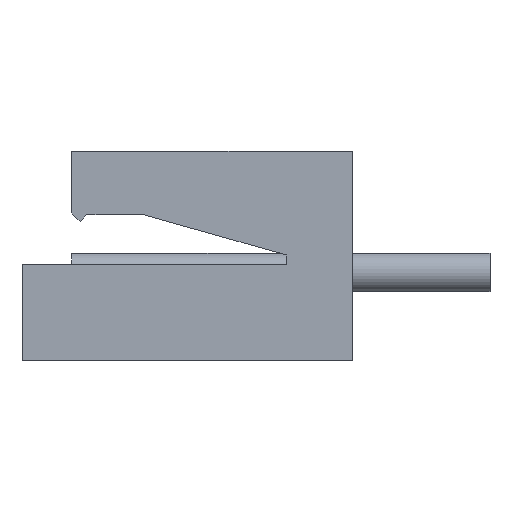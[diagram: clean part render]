
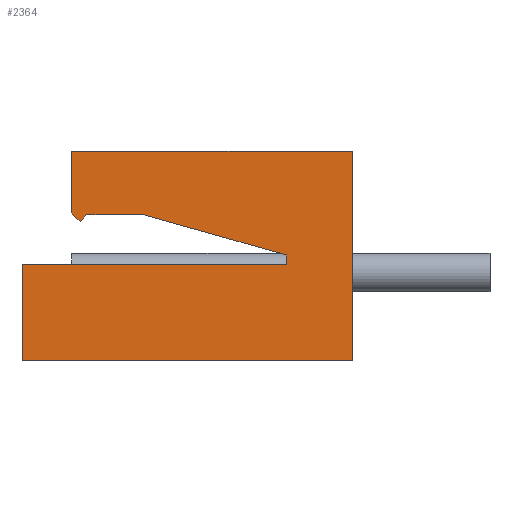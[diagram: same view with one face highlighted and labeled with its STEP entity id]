
A CAD part, left-side view. The second image highlights one B-rep face of the part: STEP entity #2364.
In plain terms, the highlighted planar face has unit normal (-1, 0, 0).
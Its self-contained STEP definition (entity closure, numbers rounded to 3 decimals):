
#685 = LINE ( 'NONE', #718, #705 ) ;
#705 = VECTOR ( 'NONE', #720, 1000. ) ;
#716 = CARTESIAN_POINT ( 'NONE',  ( 0., 3.795, 2.651 ) ) ;
#718 = CARTESIAN_POINT ( 'NONE',  ( 0., 0.58, 1.744 ) ) ;
#720 = DIRECTION ( 'NONE',  ( 0., 0.962, 0.272 ) ) ;
#956 = VECTOR ( 'NONE', #989, 1000. ) ;
#957 = CARTESIAN_POINT ( 'NONE',  ( 0., 6., 1.75 ) ) ;
#958 = LINE ( 'NONE', #957, #956 ) ;
#960 = CARTESIAN_POINT ( 'NONE',  ( 0., 6., 1.75 ) ) ;
#989 = DIRECTION ( 'NONE',  ( 0., 1., 0. ) ) ;
#1198 = DIRECTION ( 'NONE',  ( 0., 0., -1. ) ) ;
#1199 = VECTOR ( 'NONE', #1198, 1000. ) ;
#1200 = CARTESIAN_POINT ( 'NONE',  ( 0., 5.1, 3.8 ) ) ;
#1201 = LINE ( 'NONE', #1200, #1199 ) ;
#1291 = CARTESIAN_POINT ( 'NONE',  ( 0., 5.1, 3.8 ) ) ;
#1394 = CARTESIAN_POINT ( 'NONE',  ( 0., 5.1, 2.681 ) ) ;
#1421 = CARTESIAN_POINT ( 'NONE',  ( 0., 1.2, 1.75 ) ) ;
#1451 = CARTESIAN_POINT ( 'NONE',  ( 0., 4.821, 2.651 ) ) ;
#1452 = DIRECTION ( 'NONE',  ( 0., 1., 0. ) ) ;
#1453 = VECTOR ( 'NONE', #1452, 1000. ) ;
#1454 = CARTESIAN_POINT ( 'NONE',  ( 0., 0., 2.651 ) ) ;
#1455 = LINE ( 'NONE', #1454, #1453 ) ;
#1486 = CARTESIAN_POINT ( 'NONE',  ( 0., 1.2, 1.918 ) ) ;
#1487 = DIRECTION ( 'NONE',  ( 0., 0., 1. ) ) ;
#1488 = VECTOR ( 'NONE', #1487, 1000. ) ;
#1489 = CARTESIAN_POINT ( 'NONE',  ( 0., 1.2, 3.8 ) ) ;
#1490 = LINE ( 'NONE', #1489, #1488 ) ;
#1498 = CARTESIAN_POINT ( 'NONE',  ( 0., 0., 3.8 ) ) ;
#1499 = DIRECTION ( 'NONE',  ( 0., -1., 0. ) ) ;
#1500 = VECTOR ( 'NONE', #1499, 1000. ) ;
#1501 = CARTESIAN_POINT ( 'NONE',  ( 0., 0., 3.8 ) ) ;
#1502 = LINE ( 'NONE', #1501, #1500 ) ;
#1521 = DIRECTION ( 'NONE',  ( 0., 0., -1. ) ) ;
#1522 = VECTOR ( 'NONE', #1521, 1000. ) ;
#1523 = CARTESIAN_POINT ( 'NONE',  ( 0., 0., 3.8 ) ) ;
#1524 = LINE ( 'NONE', #1523, #1522 ) ;
#1580 = VECTOR ( 'NONE', #1616, 1000. ) ;
#1581 = CARTESIAN_POINT ( 'NONE',  ( 0., 0., 0. ) ) ;
#1592 = DIRECTION ( 'NONE',  ( 0., 0.707, 0.707 ) ) ;
#1593 = VECTOR ( 'NONE', #1592, 1000. ) ;
#1594 = CARTESIAN_POINT ( 'NONE',  ( 0., 3.109, 0.691 ) ) ;
#1595 = LINE ( 'NONE', #1594, #1593 ) ;
#1597 = CARTESIAN_POINT ( 'NONE',  ( 0., 1.836, 5.636 ) ) ;
#1598 = LINE ( 'NONE', #1597, #1654 ) ;
#1599 = CARTESIAN_POINT ( 'NONE',  ( 0., 4.945, 2.526 ) ) ;
#1600 = DIRECTION ( 'NONE',  ( 0., 0., -1. ) ) ;
#1601 = DIRECTION ( 'NONE',  ( 1., 0., 0. ) ) ;
#1602 = CARTESIAN_POINT ( 'NONE',  ( 0., 0., 3.8 ) ) ;
#1603 = AXIS2_PLACEMENT_3D ( 'NONE', #1602, #1601, #1600 ) ;
#1604 = CARTESIAN_POINT ( 'NONE',  ( 0., 0., 0. ) ) ;
#1605 = DIRECTION ( 'NONE',  ( 0., 0., -1. ) ) ;
#1606 = VECTOR ( 'NONE', #1605, 1000. ) ;
#1607 = CARTESIAN_POINT ( 'NONE',  ( 0., 6., 3.8 ) ) ;
#1616 = DIRECTION ( 'NONE',  ( 0., -1., 0. ) ) ;
#1627 = LINE ( 'NONE', #1607, #1606 ) ;
#1628 = CARTESIAN_POINT ( 'NONE',  ( 0., 6., 0. ) ) ;
#1629 = LINE ( 'NONE', #1581, #1580 ) ;
#1635 = FACE_OUTER_BOUND ( 'NONE', #2365, .T. ) ;
#1651 = PLANE ( 'NONE',  #1603 ) ;
#1653 = DIRECTION ( 'NONE',  ( 0., 0.707, -0.707 ) ) ;
#1654 = VECTOR ( 'NONE', #1653, 1000. ) ;
#1953 = ORIENTED_EDGE ( 'NONE', *, *, #2317, .F. ) ;
#1996 = EDGE_CURVE ( 'NONE', #2330, #1997, #685, .T. ) ;
#1997 = VERTEX_POINT ( 'NONE', #716 ) ;
#2104 = VERTEX_POINT ( 'NONE', #960 ) ;
#2106 = EDGE_CURVE ( 'NONE', #2279, #2104, #958, .T. ) ;
#2168 = ORIENTED_EDGE ( 'NONE', *, *, #2285, .F. ) ;
#2169 = ORIENTED_EDGE ( 'NONE', *, *, #1996, .F. ) ;
#2191 = ORIENTED_EDGE ( 'NONE', *, *, #2349, .T. ) ;
#2204 = EDGE_CURVE ( 'NONE', #2211, #2236, #1201, .T. ) ;
#2211 = VERTEX_POINT ( 'NONE', #1291 ) ;
#2236 = VERTEX_POINT ( 'NONE', #1394 ) ;
#2279 = VERTEX_POINT ( 'NONE', #1421 ) ;
#2285 = EDGE_CURVE ( 'NONE', #1997, #2286, #1455, .T. ) ;
#2286 = VERTEX_POINT ( 'NONE', #1451 ) ;
#2317 = EDGE_CURVE ( 'NONE', #2321, #2356, #1524, .T. ) ;
#2318 = ORIENTED_EDGE ( 'NONE', *, *, #2319, .F. ) ;
#2319 = EDGE_CURVE ( 'NONE', #2211, #2321, #1502, .T. ) ;
#2320 = ORIENTED_EDGE ( 'NONE', *, *, #2204, .T. ) ;
#2321 = VERTEX_POINT ( 'NONE', #1498 ) ;
#2322 = ORIENTED_EDGE ( 'NONE', *, *, #2362, .F. ) ;
#2323 = ORIENTED_EDGE ( 'NONE', *, *, #2359, .F. ) ;
#2329 = EDGE_CURVE ( 'NONE', #2279, #2330, #1490, .T. ) ;
#2330 = VERTEX_POINT ( 'NONE', #1486 ) ;
#2349 = EDGE_CURVE ( 'NONE', #2355, #2356, #1629, .T. ) ;
#2352 = ORIENTED_EDGE ( 'NONE', *, *, #2106, .T. ) ;
#2353 = ORIENTED_EDGE ( 'NONE', *, *, #2354, .T. ) ;
#2354 = EDGE_CURVE ( 'NONE', #2104, #2355, #1627, .T. ) ;
#2355 = VERTEX_POINT ( 'NONE', #1628 ) ;
#2356 = VERTEX_POINT ( 'NONE', #1604 ) ;
#2359 = EDGE_CURVE ( 'NONE', #2286, #2360, #1598, .T. ) ;
#2360 = VERTEX_POINT ( 'NONE', #1599 ) ;
#2362 = EDGE_CURVE ( 'NONE', #2360, #2236, #1595, .T. ) ;
#2364 = ADVANCED_FACE ( 'NONE', ( #1635 ), #1651, .F. ) ;
#2365 = EDGE_LOOP ( 'NONE', ( #2366, #2352, #2353, #2191, #1953, #2318, #2320, #2322, #2323, #2168, #2169 ) ) ;
#2366 = ORIENTED_EDGE ( 'NONE', *, *, #2329, .F. ) ;
